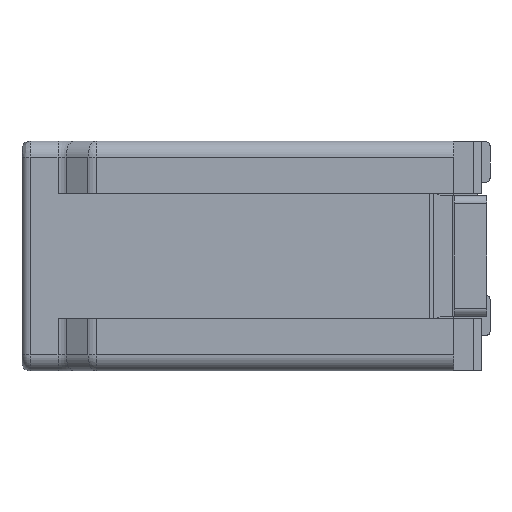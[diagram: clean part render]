
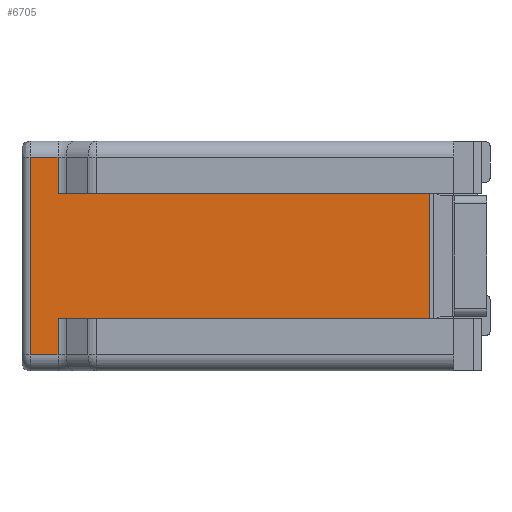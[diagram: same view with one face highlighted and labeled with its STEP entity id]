
A CAD part, left-side view. The second image highlights one B-rep face of the part: STEP entity #6705.
In plain terms, the highlighted planar face has unit normal (-1, 0, 0).
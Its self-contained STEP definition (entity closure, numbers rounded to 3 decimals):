
#387=DIRECTION('',(0.,0.,-1.));
#388=VECTOR('',#387,1.55);
#389=CARTESIAN_POINT('',(-3.5,-1.25,0.56));
#390=LINE('',#389,#388);
#391=DIRECTION('',(0.,0.,-1.));
#392=VECTOR('',#391,0.45);
#393=CARTESIAN_POINT('',(-3.5,3.354,-0.99));
#394=LINE('',#393,#392);
#395=DIRECTION('',(0.,-1.,0.));
#396=VECTOR('',#395,0.346);
#397=CARTESIAN_POINT('',(-3.5,3.7,-1.44));
#398=LINE('',#397,#396);
#399=DIRECTION('',(0.,0.,1.));
#400=VECTOR('',#399,2.45);
#401=CARTESIAN_POINT('',(-3.5,3.7,-1.44));
#402=LINE('',#401,#400);
#403=DIRECTION('',(0.,1.,0.));
#404=VECTOR('',#403,0.346);
#405=CARTESIAN_POINT('',(-3.5,3.354,1.01));
#406=LINE('',#405,#404);
#407=DIRECTION('',(0.,0.,-1.));
#408=VECTOR('',#407,0.45);
#409=CARTESIAN_POINT('',(-3.5,3.354,1.01));
#410=LINE('',#409,#408);
#443=DIRECTION('',(0.,1.,0.));
#444=VECTOR('',#443,4.604);
#445=CARTESIAN_POINT('',(-3.5,-1.25,0.56));
#446=LINE('',#445,#444);
#621=DIRECTION('',(0.,-1.,0.));
#622=VECTOR('',#621,4.604);
#623=CARTESIAN_POINT('',(-3.5,3.354,-0.99));
#624=LINE('',#623,#622);
#5030=CARTESIAN_POINT('',(-3.5,3.7,-1.44));
#5031=CARTESIAN_POINT('',(-3.5,3.7,1.01));
#5032=VERTEX_POINT('',#5030);
#5033=VERTEX_POINT('',#5031);
#5694=CARTESIAN_POINT('',(-3.5,3.354,-0.99));
#5695=CARTESIAN_POINT('',(-3.5,3.354,-1.44));
#5696=VERTEX_POINT('',#5694);
#5697=VERTEX_POINT('',#5695);
#5702=CARTESIAN_POINT('',(-3.5,3.354,1.01));
#5703=CARTESIAN_POINT('',(-3.5,3.354,0.56));
#5704=VERTEX_POINT('',#5702);
#5705=VERTEX_POINT('',#5703);
#5716=CARTESIAN_POINT('',(-3.5,-1.25,-0.99));
#5717=VERTEX_POINT('',#5716);
#5718=CARTESIAN_POINT('',(-3.5,-1.25,0.56));
#5719=VERTEX_POINT('',#5718);
#6684=CARTESIAN_POINT('',(-3.5,-0.55,1.21));
#6685=DIRECTION('',(-1.,0.,0.));
#6686=DIRECTION('',(0.,0.,-1.));
#6687=AXIS2_PLACEMENT_3D('',#6684,#6685,#6686);
#6688=PLANE('',#6687);
#6690=ORIENTED_EDGE('',*,*,#6689,.T.);
#6692=ORIENTED_EDGE('',*,*,#6691,.F.);
#6693=ORIENTED_EDGE('',*,*,#6677,.T.);
#6694=ORIENTED_EDGE('',*,*,#6606,.F.);
#6696=ORIENTED_EDGE('',*,*,#6695,.T.);
#6698=ORIENTED_EDGE('',*,*,#6697,.F.);
#6700=ORIENTED_EDGE('',*,*,#6699,.T.);
#6702=ORIENTED_EDGE('',*,*,#6701,.F.);
#6703=EDGE_LOOP('',(#6690,#6692,#6693,#6694,#6696,#6698,#6700,#6702));
#6704=FACE_OUTER_BOUND('',#6703,.F.);
#6705=ADVANCED_FACE('',(#6704),#6688,.T.);
#6606=EDGE_CURVE('',#5032,#5697,#398,.T.);
#6677=EDGE_CURVE('',#5696,#5697,#394,.T.);
#6689=EDGE_CURVE('',#5719,#5717,#390,.T.);
#6691=EDGE_CURVE('',#5696,#5717,#624,.T.);
#6695=EDGE_CURVE('',#5032,#5033,#402,.T.);
#6697=EDGE_CURVE('',#5704,#5033,#406,.T.);
#6699=EDGE_CURVE('',#5704,#5705,#410,.T.);
#6701=EDGE_CURVE('',#5719,#5705,#446,.T.);
